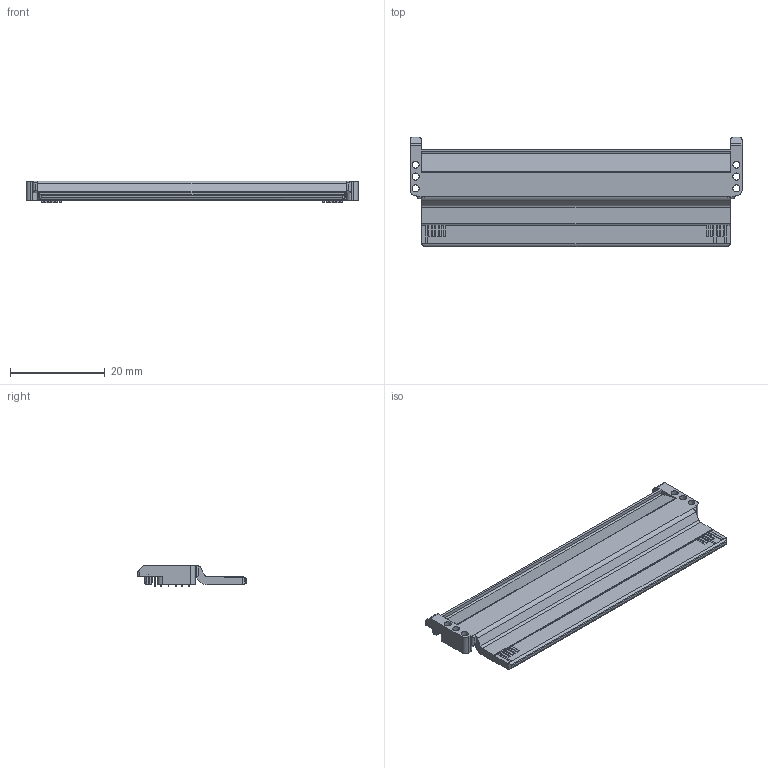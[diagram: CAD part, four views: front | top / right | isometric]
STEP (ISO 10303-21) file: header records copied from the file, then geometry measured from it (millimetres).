
FILE_DESCRIPTION(/* description */ (''),/* implementation_level */ '2;1');
FILE_NAME(/* name */ 'ITB_16211701303000.stp',/* time_stamp */ '2016-05-17T17:12:40+02:00',/* author */ ('riccim'),/* organization */ (''),/* preprocessor_version */ 'ST-DEVELOPER v15.5',/* originating_system */ 'AutoCAD Mechanical',/* authorisation */ '');
FILE_SCHEMA (('AUTOMOTIVE_DESIGN { 1 0 10303 214 3 1 1 }'));
Length unit declared in the file: millimetre
Products named in the file (1): Product
Bounding box: 69.9 x 23 x 4.6 mm (x, y, z)
Volume: 2410 mm3; surface area: 3690.6 mm2
Topology: 49 solids, 49 shells, 436 faces, 1015 edges, 680 vertices
Faces by surface type: plane 368, cylinder 64, cone 4
Full cylindrical faces by diameter (mm): 1.47 x4, 1.5 x2
Entity records: 12353 total; most frequent: CARTESIAN_POINT 2264, ORIENTED_EDGE 2018, DIRECTION 1981, EDGE_CURVE 1009, LINE 859, VECTOR 859, VERTEX_POINT 680, AXIS2_PLACEMENT_3D 561
